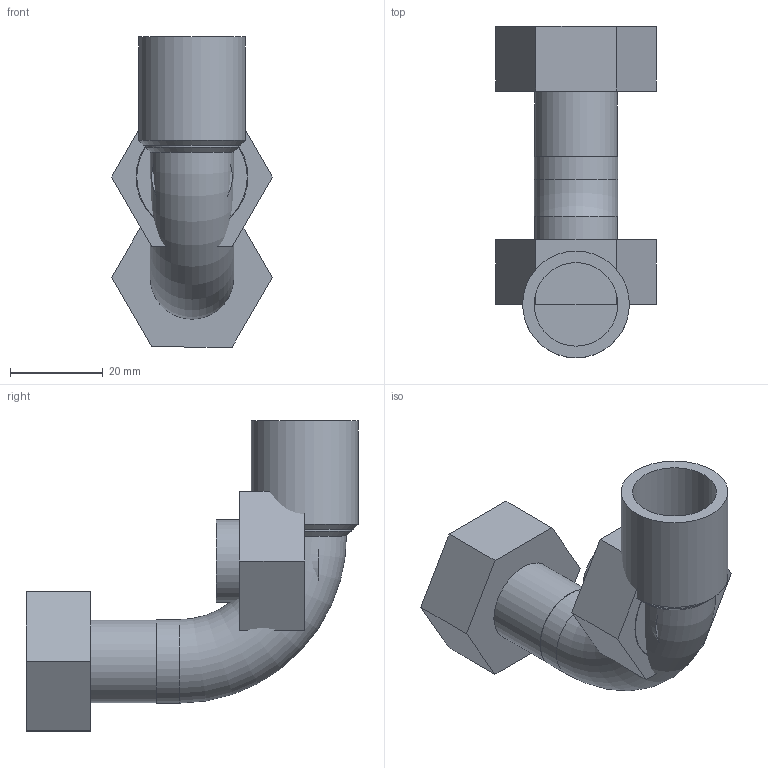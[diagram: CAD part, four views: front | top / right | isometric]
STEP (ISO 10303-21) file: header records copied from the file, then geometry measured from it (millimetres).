
FILE_DESCRIPTION( ( 'Unknown' ), '1' );
FILE_NAME( 'F35R3-4DN18.stp', 'Unknown', ( 'Unknown' ), ( 'Unknown' ), 'PSStep 14.0', 'Unknown', ' ' );
FILE_SCHEMA( ( 'AUTOMOTIVE_DESIGN { 1 0 10303 214 1 1 1 1 }' ) );
Length unit declared in the file: millimetre
Products named in the file (4): Assem1; COD90MHDN18corteGEN; LOCA3-4_18corte; TUERCA3-4_18gen
Bounding box: 34.64 x 71.53 x 66.81 mm (x, y, z)
Volume: 31703.2 mm3; surface area: 29909.7 mm2
Topology: 6 solids, 6 shells, 66 faces, 128 edges, 86 vertices
Faces by surface type: plane 36, cylinder 22, cone 4, torus 4
Full cylindrical faces by diameter (mm): 14.8 x2, 15 x2, 17.4 x2, 17.8 x2, 18 x6, 20 x2, 23 x2, 23.8 x2, 24.117 x2
Entity records: 1048 total; most frequent: DIRECTION 142, CARTESIAN_POINT 117, ORIENTED_EDGE 86, AXIS2_PLACEMENT_3D 62, EDGE_LOOP 58, FACE_OUTER_BOUND 46, EDGE_CURVE 43, VERTEX_POINT 37
